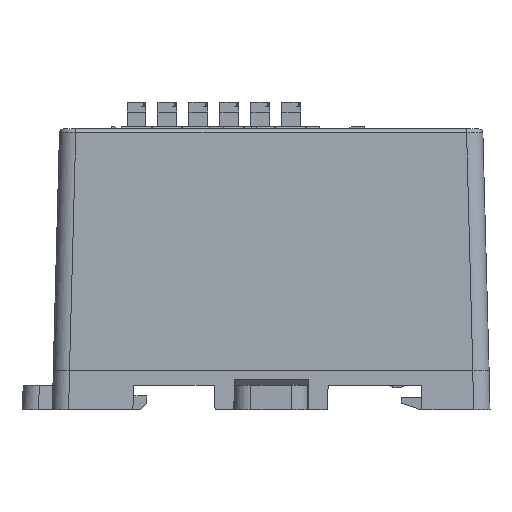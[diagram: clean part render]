
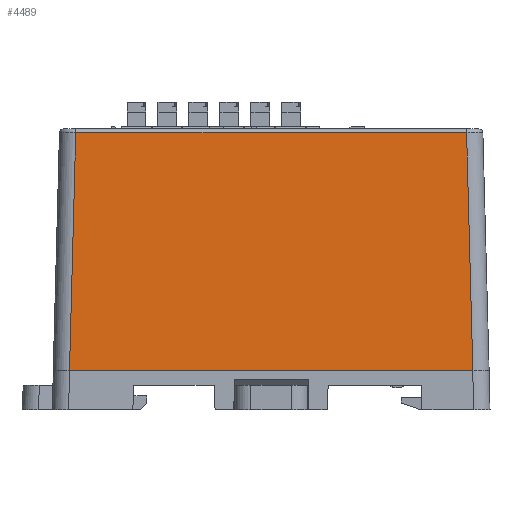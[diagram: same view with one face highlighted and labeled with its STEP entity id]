
A CAD part, left-side view. The second image highlights one B-rep face of the part: STEP entity #4489.
In plain terms, the highlighted planar face has unit normal (-1, 0, 0.026).
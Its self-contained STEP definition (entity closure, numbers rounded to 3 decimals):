
#1781=FACE_OUTER_BOUND('',#11211,.T.);
#4489=ADVANCED_FACE('',(#1781),#7443,.T.);
#7443=PLANE('',#57305);
#11211=EDGE_LOOP('',(#15123,#15124,#15125,#15126));
#15123=ORIENTED_EDGE('',*,*,#36630,.T.);
#15124=ORIENTED_EDGE('',*,*,#36631,.T.);
#15125=ORIENTED_EDGE('',*,*,#36632,.T.);
#15126=ORIENTED_EDGE('',*,*,#36302,.F.);
#30932=VERTEX_POINT('',#75989);
#30933=VERTEX_POINT('',#75991);
#31214=VERTEX_POINT('',#80810);
#31215=VERTEX_POINT('',#80812);
#36302=EDGE_CURVE('',#30932,#30933,#44428,.T.);
#36630=EDGE_CURVE('',#30932,#31214,#44705,.T.);
#36631=EDGE_CURVE('',#31214,#31215,#44706,.T.);
#36632=EDGE_CURVE('',#31215,#30933,#44707,.T.);
#44428=LINE('',#75990,#50879);
#44705=LINE('',#80809,#51156);
#44706=LINE('',#80811,#51157);
#44707=LINE('',#80813,#51158);
#50879=VECTOR('',#61411,1.);
#51156=VECTOR('',#61864,1.);
#51157=VECTOR('',#61865,1.);
#51158=VECTOR('',#61866,1.);
#57305=AXIS2_PLACEMENT_3D('',#80814,#61867,#61868);
#61411=DIRECTION('',(0.,1.,0.));
#61864=DIRECTION('',(0.026,0.026,0.999));
#61865=DIRECTION('',(0.,1.,0.));
#61866=DIRECTION('',(-0.026,0.026,-0.999));
#61867=DIRECTION('',(-1.,0.,0.026));
#61868=DIRECTION('',(0.026,0.,1.));
#75989=CARTESIAN_POINT('',(-858.772,7.279,-67.22));
#75990=CARTESIAN_POINT('',(-858.772,58.764,-67.22));
#75991=CARTESIAN_POINT('',(-858.772,56.848,-67.22));
#80809=CARTESIAN_POINT('',(-858.721,7.329,-65.286));
#80810=CARTESIAN_POINT('',(-858.007,8.044,-38.007));
#80811=CARTESIAN_POINT('',(-858.007,56.07,-38.007));
#80812=CARTESIAN_POINT('',(-858.007,56.083,-38.007));
#80813=CARTESIAN_POINT('',(-858.739,56.816,-65.972));
#80814=CARTESIAN_POINT('',(-858.737,31.563,-65.92));
